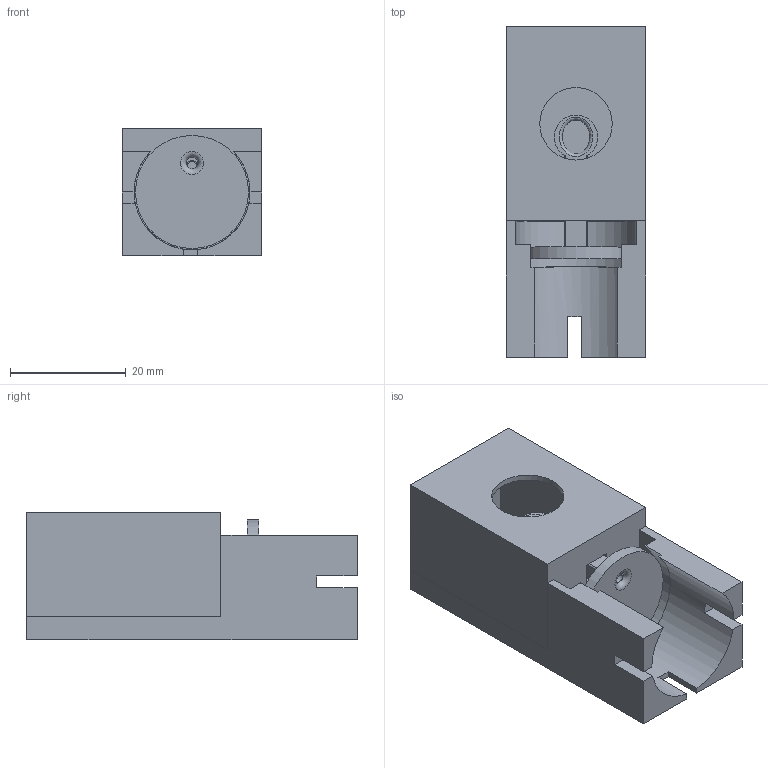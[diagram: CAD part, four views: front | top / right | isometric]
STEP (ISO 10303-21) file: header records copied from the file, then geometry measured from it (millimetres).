
FILE_DESCRIPTION(/* description */ (''),/* implementation_level */ '2;1');
FILE_NAME(/* name */ 'Mag_Switch_Assem.step',/* time_stamp */ '2021-08-22T07:43:31+10:00',/* author */ (''),/* organization */ (''),/* preprocessor_version */ 'ST-DEVELOPER v18.1',/* originating_system */ 'Autodesk Translation Framework v10.9.0.1377',/* authorisation */ '');
FILE_SCHEMA (('AUTOMOTIVE_DESIGN { 1 0 10303 214 3 1 1 }'));
Length unit declared in the file: millimetre
Products named in the file (4): MAG_DISC; Toggle Box - 2mm screws; Component1; Toggle Lever - Rounded
Assembly tree (3 placements, depth 2):
  MAG_DISC
    Toggle Box - 2mm screws
    Component1
    Toggle Lever - Rounded
Bounding box: 24 x 57 x 22 mm (x, y, z)
Volume: 13054.2 mm3; surface area: 11454.1 mm2
Topology: 4 solids, 4 shells, 100 faces, 255 edges, 169 vertices
Faces by surface type: plane 76, cylinder 20, bspline 3, torus 1
Full cylindrical faces by diameter (mm): 1.5 x5, 1.807 x1, 2 x5, 12.5 x1, 19.5 x1
Entity records: 3424 total; most frequent: CARTESIAN_POINT 821, ORIENTED_EDGE 510, DIRECTION 509, EDGE_CURVE 255, LINE 187, VECTOR 187, VERTEX_POINT 169, AXIS2_PLACEMENT_3D 161
